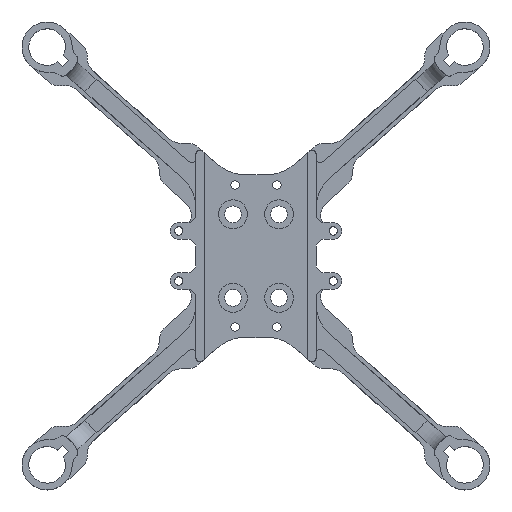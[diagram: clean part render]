
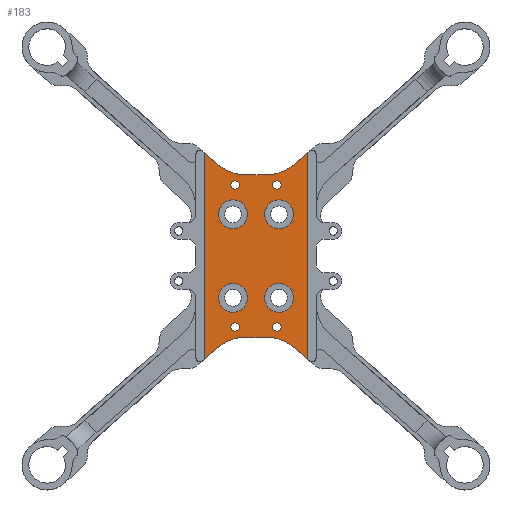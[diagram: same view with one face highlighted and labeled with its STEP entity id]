
A CAD part, top view. The second image highlights one B-rep face of the part: STEP entity #183.
In plain terms, the highlighted planar face has unit normal (0, 0, 1).
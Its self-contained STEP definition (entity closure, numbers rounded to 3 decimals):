
#183=ADVANCED_FACE('',(#1233,#1235,#1237,#1239,#1241,#1243,#1245,#1247,#1249),#1251,
.T.);
#1233=FACE_BOUND('',#1234,.T.);
#1234=EDGE_LOOP('',(#2949,#2950,#2951,#2952,#2953,#2954,#2955,#2956,#2957,#2958,
#2959,#2960));
#1235=FACE_BOUND('',#1236,.T.);
#1236=EDGE_LOOP('',(#2961));
#1237=FACE_BOUND('',#1238,.T.);
#1238=EDGE_LOOP('',(#2962));
#1239=FACE_BOUND('',#1240,.T.);
#1240=EDGE_LOOP('',(#2963));
#1241=FACE_BOUND('',#1242,.T.);
#1242=EDGE_LOOP('',(#2964));
#1243=FACE_BOUND('',#1244,.T.);
#1244=EDGE_LOOP('',(#2965));
#1245=FACE_BOUND('',#1246,.T.);
#1246=EDGE_LOOP('',(#2966));
#1247=FACE_BOUND('',#1248,.T.);
#1248=EDGE_LOOP('',(#2967));
#1249=FACE_BOUND('',#1250,.T.);
#1250=EDGE_LOOP('',(#2968));
#1251=PLANE('',#1252);
#1252=AXIS2_PLACEMENT_3D('',#1253,#1254,#1255);
#1253=CARTESIAN_POINT('',(0.,0.,1.));
#1254=DIRECTION('',(0.,0.,1.));
#1255=DIRECTION('',(1.,0.,0.));
#2949=ORIENTED_EDGE('',*,*,#3621,.F.);
#2950=ORIENTED_EDGE('',*,*,#3997,.F.);
#2951=ORIENTED_EDGE('',*,*,#3999,.F.);
#2952=ORIENTED_EDGE('',*,*,#4000,.F.);
#2953=ORIENTED_EDGE('',*,*,#3629,.F.);
#2954=ORIENTED_EDGE('',*,*,#4001,.T.);
#2955=ORIENTED_EDGE('',*,*,#3653,.F.);
#2956=ORIENTED_EDGE('',*,*,#4002,.F.);
#2957=ORIENTED_EDGE('',*,*,#4003,.F.);
#2958=ORIENTED_EDGE('',*,*,#4004,.F.);
#2959=ORIENTED_EDGE('',*,*,#3661,.F.);
#2960=ORIENTED_EDGE('',*,*,#4005,.T.);
#2961=ORIENTED_EDGE('',*,*,#4006,.F.);
#2962=ORIENTED_EDGE('',*,*,#4007,.F.);
#2963=ORIENTED_EDGE('',*,*,#4008,.F.);
#2964=ORIENTED_EDGE('',*,*,#4009,.F.);
#2965=ORIENTED_EDGE('',*,*,#4010,.F.);
#2966=ORIENTED_EDGE('',*,*,#4011,.F.);
#2967=ORIENTED_EDGE('',*,*,#4012,.F.);
#2968=ORIENTED_EDGE('',*,*,#4013,.F.);
#3621=EDGE_CURVE('',#4488,#4490,#4491,.T.);
#3629=EDGE_CURVE('',#4503,#4505,#4506,.T.);
#3653=EDGE_CURVE('',#4544,#4546,#4547,.T.);
#3661=EDGE_CURVE('',#4559,#4561,#4562,.T.);
#3997=EDGE_CURVE('',#5085,#4488,#5086,.T.);
#3999=EDGE_CURVE('',#5088,#5085,#5089,.T.);
#4000=EDGE_CURVE('',#4505,#5088,#5090,.T.);
#4001=EDGE_CURVE('',#4503,#4546,#5091,.T.);
#4002=EDGE_CURVE('',#5092,#4544,#5093,.T.);
#4003=EDGE_CURVE('',#5094,#5092,#5095,.T.);
#4004=EDGE_CURVE('',#4561,#5094,#5096,.T.);
#4005=EDGE_CURVE('',#4559,#4490,#5097,.T.);
#4006=EDGE_CURVE('',#5098,#5098,#5099,.T.);
#4007=EDGE_CURVE('',#5100,#5100,#5101,.T.);
#4008=EDGE_CURVE('',#5102,#5102,#5103,.T.);
#4009=EDGE_CURVE('',#5104,#5104,#5105,.T.);
#4010=EDGE_CURVE('',#5106,#5106,#5107,.T.);
#4011=EDGE_CURVE('',#5108,#5108,#5109,.T.);
#4012=EDGE_CURVE('',#5110,#5110,#5111,.T.);
#4013=EDGE_CURVE('',#5112,#5112,#5113,.T.);
#4488=VERTEX_POINT('',#6118);
#4490=VERTEX_POINT('',#6122);
#4491=LINE('',#6123,#6124);
#4503=VERTEX_POINT('',#6149);
#4505=VERTEX_POINT('',#6153);
#4506=LINE('',#6154,#6155);
#4544=VERTEX_POINT('',#6238);
#4546=VERTEX_POINT('',#6242);
#4547=LINE('',#6243,#6244);
#4559=VERTEX_POINT('',#6269);
#4561=VERTEX_POINT('',#6273);
#4562=LINE('',#6274,#6275);
#5085=VERTEX_POINT('',#7793);
#5086=CIRCLE('',#7794,10.);
#5088=VERTEX_POINT('',#7801);
#5089=LINE('',#7802,#7803);
#5090=CIRCLE('',#7805,10.);
#5091=LINE('',#7809,#7810);
#5092=VERTEX_POINT('',#7812);
#5093=CIRCLE('',#7813,10.);
#5094=VERTEX_POINT('',#7817);
#5095=LINE('',#7818,#7819);
#5096=CIRCLE('',#7821,10.);
#5097=LINE('',#7825,#7826);
#5098=VERTEX_POINT('',#7828);
#5099=CIRCLE('',#7829,1.);
#5100=VERTEX_POINT('',#7833);
#5101=CIRCLE('',#7834,1.);
#5102=VERTEX_POINT('',#7838);
#5103=CIRCLE('',#7839,1.);
#5104=VERTEX_POINT('',#7843);
#5105=CIRCLE('',#7844,1.);
#5106=VERTEX_POINT('',#7848);
#5107=CIRCLE('',#7849,3.451);
#5108=VERTEX_POINT('',#7853);
#5109=CIRCLE('',#7854,3.451);
#5110=VERTEX_POINT('',#7858);
#5111=CIRCLE('',#7859,3.451);
#5112=VERTEX_POINT('',#7863);
#5113=CIRCLE('',#7864,3.451);
#6118=CARTESIAN_POINT('',(-9.278,-22.008,1.));
#6122=CARTESIAN_POINT('',(-12.375,-24.746,1.));
#6123=CARTESIAN_POINT('',(-9.278,-22.008,1.));
#6124=VECTOR('',#6125,1.);
#6125=DIRECTION('',(-0.749,-0.662,0.));
#6149=CARTESIAN_POINT('',(12.375,-24.746,1.));
#6153=CARTESIAN_POINT('',(9.278,-22.008,1.));
#6154=CARTESIAN_POINT('',(12.375,-24.746,1.));
#6155=VECTOR('',#6156,1.);
#6156=DIRECTION('',(-0.749,0.662,0.));
#6238=CARTESIAN_POINT('',(9.278,22.008,1.));
#6242=CARTESIAN_POINT('',(12.375,24.746,1.));
#6243=CARTESIAN_POINT('',(9.278,22.008,1.));
#6244=VECTOR('',#6245,1.);
#6245=DIRECTION('',(0.749,0.662,0.));
#6269=CARTESIAN_POINT('',(-12.375,24.746,1.));
#6273=CARTESIAN_POINT('',(-9.278,22.008,1.));
#6274=CARTESIAN_POINT('',(-12.375,24.746,1.));
#6275=VECTOR('',#6276,1.);
#6276=DIRECTION('',(0.749,-0.662,0.));
#7793=CARTESIAN_POINT('',(-2.655,-19.5,1.));
#7794=AXIS2_PLACEMENT_3D('',#7795,#7796,#7797);
#7795=CARTESIAN_POINT('',(-2.655,-29.5,1.));
#7796=DIRECTION('',(0.,0.,1.));
#7797=DIRECTION('',(0.,1.,0.));
#7801=CARTESIAN_POINT('',(2.655,-19.5,1.));
#7802=CARTESIAN_POINT('',(2.655,-19.5,1.));
#7803=VECTOR('',#7804,1.);
#7804=DIRECTION('',(-1.,0.,0.));
#7805=AXIS2_PLACEMENT_3D('',#7806,#7807,#7808);
#7806=CARTESIAN_POINT('',(2.655,-29.5,1.));
#7807=DIRECTION('',(0.,0.,1.));
#7808=DIRECTION('',(0.662,0.749,0.));
#7809=CARTESIAN_POINT('',(12.375,-24.746,1.));
#7810=VECTOR('',#7811,1.);
#7811=DIRECTION('',(0.,1.,0.));
#7812=CARTESIAN_POINT('',(2.655,19.5,1.));
#7813=AXIS2_PLACEMENT_3D('',#7814,#7815,#7816);
#7814=CARTESIAN_POINT('',(2.655,29.5,1.));
#7815=DIRECTION('',(0.,0.,1.));
#7816=DIRECTION('',(0.,-1.,0.));
#7817=CARTESIAN_POINT('',(-2.655,19.5,1.));
#7818=CARTESIAN_POINT('',(-2.655,19.5,1.));
#7819=VECTOR('',#7820,1.);
#7820=DIRECTION('',(1.,0.,0.));
#7821=AXIS2_PLACEMENT_3D('',#7822,#7823,#7824);
#7822=CARTESIAN_POINT('',(-2.655,29.5,1.));
#7823=DIRECTION('',(0.,0.,1.));
#7824=DIRECTION('',(-0.662,-0.749,0.));
#7825=CARTESIAN_POINT('',(-12.375,24.746,1.));
#7826=VECTOR('',#7827,1.);
#7827=DIRECTION('',(0.,-1.,0.));
#7828=CARTESIAN_POINT('',(-6.,-17.,1.));
#7829=AXIS2_PLACEMENT_3D('',#7830,#7831,#7832);
#7830=CARTESIAN_POINT('',(-5.,-17.,1.));
#7831=DIRECTION('',(0.,0.,1.));
#7832=DIRECTION('',(-1.,0.,0.));
#7833=CARTESIAN_POINT('',(4.,-17.,1.));
#7834=AXIS2_PLACEMENT_3D('',#7835,#7836,#7837);
#7835=CARTESIAN_POINT('',(5.,-17.,1.));
#7836=DIRECTION('',(0.,0.,1.));
#7837=DIRECTION('',(-1.,0.,0.));
#7838=CARTESIAN_POINT('',(4.,17.,1.));
#7839=AXIS2_PLACEMENT_3D('',#7840,#7841,#7842);
#7840=CARTESIAN_POINT('',(5.,17.,1.));
#7841=DIRECTION('',(0.,0.,1.));
#7842=DIRECTION('',(-1.,0.,0.));
#7843=CARTESIAN_POINT('',(-6.,17.,1.));
#7844=AXIS2_PLACEMENT_3D('',#7845,#7846,#7847);
#7845=CARTESIAN_POINT('',(-5.,17.,1.));
#7846=DIRECTION('',(0.,0.,1.));
#7847=DIRECTION('',(-1.,0.,0.));
#7848=CARTESIAN_POINT('',(8.965,10.,1.));
#7849=AXIS2_PLACEMENT_3D('',#7850,#7851,#7852);
#7850=CARTESIAN_POINT('',(5.514,10.,1.));
#7851=DIRECTION('',(0.,0.,1.));
#7852=DIRECTION('',(1.,0.,0.));
#7853=CARTESIAN_POINT('',(8.965,-10.,1.));
#7854=AXIS2_PLACEMENT_3D('',#7855,#7856,#7857);
#7855=CARTESIAN_POINT('',(5.514,-10.,1.));
#7856=DIRECTION('',(0.,0.,1.));
#7857=DIRECTION('',(1.,0.,0.));
#7858=CARTESIAN_POINT('',(-2.063,10.,1.));
#7859=AXIS2_PLACEMENT_3D('',#7860,#7861,#7862);
#7860=CARTESIAN_POINT('',(-5.514,10.,1.));
#7861=DIRECTION('',(0.,0.,1.));
#7862=DIRECTION('',(1.,0.,0.));
#7863=CARTESIAN_POINT('',(-2.063,-10.,1.));
#7864=AXIS2_PLACEMENT_3D('',#7865,#7866,#7867);
#7865=CARTESIAN_POINT('',(-5.514,-10.,1.));
#7866=DIRECTION('',(0.,0.,1.));
#7867=DIRECTION('',(1.,0.,0.));
